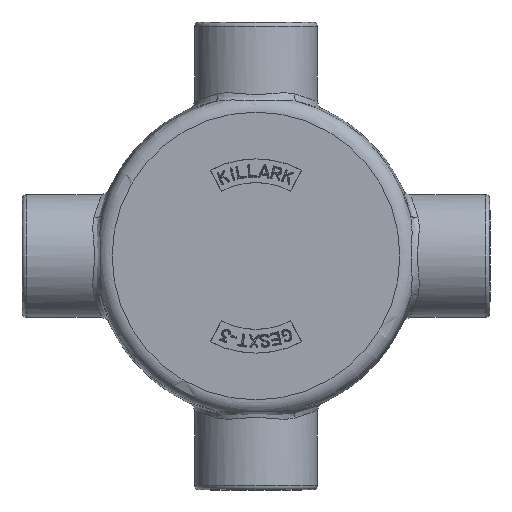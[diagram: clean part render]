
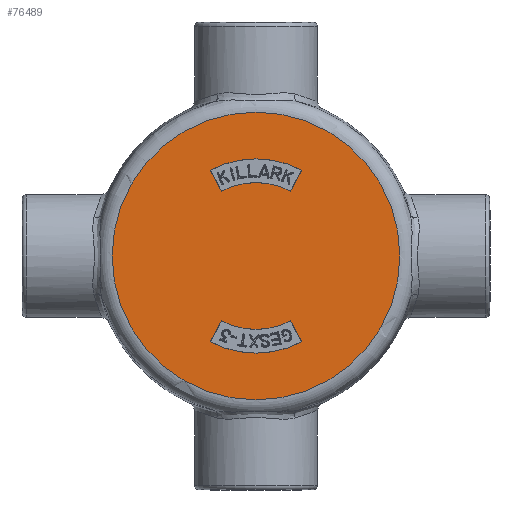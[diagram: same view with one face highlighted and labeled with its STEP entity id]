
A CAD part, front view. The second image highlights one B-rep face of the part: STEP entity #76489.
In plain terms, the highlighted planar face has unit normal (0, -1, 0).
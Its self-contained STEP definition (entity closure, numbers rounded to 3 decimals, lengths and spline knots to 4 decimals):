
#4765=FACE_BOUND('',#29070,.T.);
#4766=FACE_BOUND('',#29071,.T.);
#5306=PLANE('',#80493);
#8074=LINE('',#109007,#16170);
#8076=LINE('',#109022,#16172);
#8078=LINE('',#109037,#16174);
#8079=LINE('',#109048,#16175);
#16170=VECTOR('',#84150,0.3937);
#16172=VECTOR('',#84160,0.3937);
#16174=VECTOR('',#84170,0.3937);
#16175=VECTOR('',#84177,0.3937);
#24757=FACE_OUTER_BOUND('',#29069,.T.);
#29069=EDGE_LOOP('',(#56694,#56695));
#29070=EDGE_LOOP('',(#56696,#56697,#56698,#56699));
#29071=EDGE_LOOP('',(#56700,#56701,#56702,#56703));
#33013=CIRCLE('',#80233,2.2673);
#33018=CIRCLE('',#80238,2.2673);
#33033=CIRCLE('',#80348,1.5313);
#33035=CIRCLE('',#80352,1.1563);
#33037=CIRCLE('',#80357,1.5313);
#33038=CIRCLE('',#80360,1.1563);
#33392=VERTEX_POINT('',#100027);
#33393=VERTEX_POINT('',#100028);
#33845=VERTEX_POINT('',#108993);
#33846=VERTEX_POINT('',#108994);
#33849=VERTEX_POINT('',#109006);
#33851=VERTEX_POINT('',#109014);
#33853=VERTEX_POINT('',#109026);
#33854=VERTEX_POINT('',#109027);
#33855=VERTEX_POINT('',#109036);
#33856=VERTEX_POINT('',#109042);
#41179=EDGE_CURVE('',#33392,#33393,#33013,.T.);
#41188=EDGE_CURVE('',#33393,#33392,#33018,.T.);
#41869=EDGE_CURVE('',#33845,#33846,#33033,.T.);
#41873=EDGE_CURVE('',#33849,#33845,#8074,.T.);
#41876=EDGE_CURVE('',#33851,#33849,#33035,.T.);
#41879=EDGE_CURVE('',#33846,#33851,#8076,.T.);
#41881=EDGE_CURVE('',#33853,#33854,#33037,.T.);
#41884=EDGE_CURVE('',#33855,#33853,#8078,.T.);
#41886=EDGE_CURVE('',#33856,#33855,#33038,.T.);
#41888=EDGE_CURVE('',#33854,#33856,#8079,.T.);
#56694=ORIENTED_EDGE('',*,*,#41179,.F.);
#56695=ORIENTED_EDGE('',*,*,#41188,.F.);
#56696=ORIENTED_EDGE('',*,*,#41869,.T.);
#56697=ORIENTED_EDGE('',*,*,#41879,.T.);
#56698=ORIENTED_EDGE('',*,*,#41876,.T.);
#56699=ORIENTED_EDGE('',*,*,#41873,.T.);
#56700=ORIENTED_EDGE('',*,*,#41881,.T.);
#56701=ORIENTED_EDGE('',*,*,#41888,.T.);
#56702=ORIENTED_EDGE('',*,*,#41886,.T.);
#56703=ORIENTED_EDGE('',*,*,#41884,.T.);
#76489=ADVANCED_FACE('',(#24757,#4765,#4766),#5306,.T.);
#80233=AXIS2_PLACEMENT_3D('',#100029,#83601,#83602);
#80238=AXIS2_PLACEMENT_3D('',#100073,#83611,#83612);
#80348=AXIS2_PLACEMENT_3D('',#108995,#84144,#84145);
#80352=AXIS2_PLACEMENT_3D('',#109015,#84154,#84155);
#80357=AXIS2_PLACEMENT_3D('',#109028,#84166,#84167);
#80360=AXIS2_PLACEMENT_3D('',#109043,#84173,#84174);
#80493=AXIS2_PLACEMENT_3D('',#124967,#84857,#84858);
#83601=DIRECTION('center_axis',(0.,1.,0.));
#83602=DIRECTION('ref_axis',(-1.,0.,0.));
#83611=DIRECTION('center_axis',(0.,1.,0.));
#83612=DIRECTION('ref_axis',(-1.,0.,0.));
#84144=DIRECTION('center_axis',(0.,1.,0.));
#84145=DIRECTION('ref_axis',(-0.469,0.,-0.883));
#84150=DIRECTION('',(0.469,0.,-0.883));
#84154=DIRECTION('center_axis',(0.,-1.,0.));
#84155=DIRECTION('ref_axis',(0.469,0.,0.883));
#84160=DIRECTION('',(0.469,0.,0.883));
#84166=DIRECTION('center_axis',(0.,1.,0.));
#84167=DIRECTION('ref_axis',(0.469,0.,0.883));
#84170=DIRECTION('',(-0.469,0.,0.883));
#84173=DIRECTION('center_axis',(0.,-1.,0.));
#84174=DIRECTION('ref_axis',(-0.469,0.,-0.883));
#84177=DIRECTION('',(-0.469,0.,-0.883));
#84857=DIRECTION('center_axis',(0.,-1.,0.));
#84858=DIRECTION('ref_axis',(0.,0.,-1.));
#100027=CARTESIAN_POINT('',(2.2673,-1.0938,0.));
#100028=CARTESIAN_POINT('',(0.,-1.0938,2.2673));
#100029=CARTESIAN_POINT('Origin',(0.,-1.0938,0.));
#100073=CARTESIAN_POINT('Origin',(0.,-1.0938,0.));
#108993=CARTESIAN_POINT('',(0.7189,-1.0938,-1.352));
#108994=CARTESIAN_POINT('',(-0.7189,-1.0938,-1.352));
#108995=CARTESIAN_POINT('Origin',(0.,-1.0938,0.));
#109006=CARTESIAN_POINT('',(0.5428,-1.0938,-1.0209));
#109007=CARTESIAN_POINT('',(0.2714,-1.0938,-0.5105));
#109014=CARTESIAN_POINT('',(-0.5428,-1.0938,-1.0209));
#109015=CARTESIAN_POINT('Origin',(0.,-1.0938,0.));
#109022=CARTESIAN_POINT('',(-0.3594,-1.0938,-0.676));
#109026=CARTESIAN_POINT('',(-0.7189,-1.0938,1.352));
#109027=CARTESIAN_POINT('',(0.7189,-1.0938,1.352));
#109028=CARTESIAN_POINT('Origin',(0.,-1.0938,0.));
#109036=CARTESIAN_POINT('',(-0.5428,-1.0938,1.0209));
#109037=CARTESIAN_POINT('',(-0.2714,-1.0938,0.5105));
#109042=CARTESIAN_POINT('',(0.5428,-1.0938,1.0209));
#109043=CARTESIAN_POINT('Origin',(0.,-1.0938,0.));
#109048=CARTESIAN_POINT('',(0.3594,-1.0938,0.676));
#124967=CARTESIAN_POINT('Origin',(0.,-1.0938,0.));
